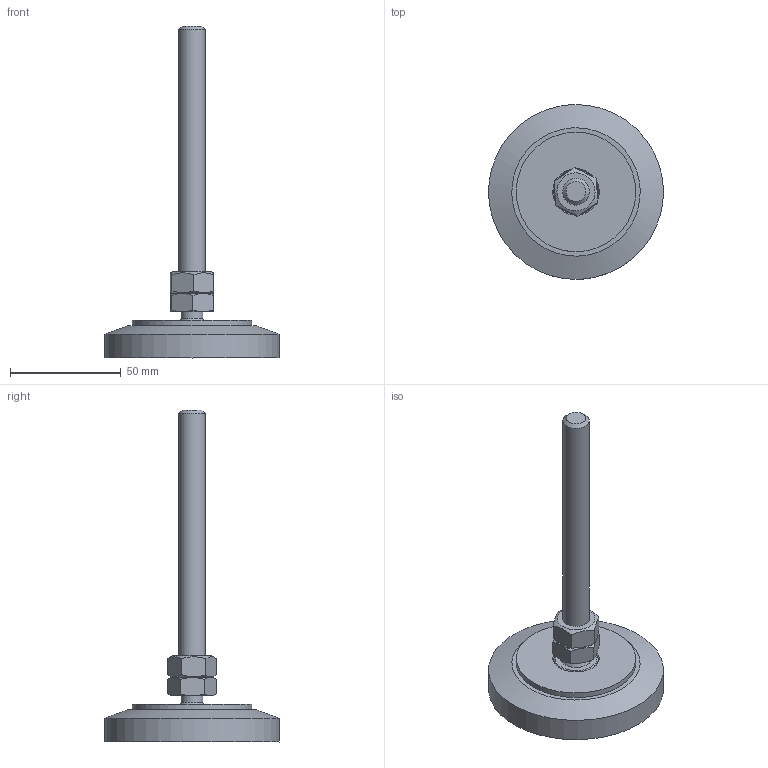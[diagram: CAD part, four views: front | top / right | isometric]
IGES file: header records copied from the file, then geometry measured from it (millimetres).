
Global section: file name: SF0470V; native system: Autodesk Inventor 2015; preprocessor: unknown; author: H. Deerberg; date: 20160104.113324; units: millimetre
Bounding box: 78.94 x 79 x 150.03 mm (x, y, z)
Volume: 90877.6 mm3; surface area: 23209.7 mm2
Topology: 4 solids, 4 shells, 62 faces, 158 edges, 110 vertices
Faces by surface type: bspline 62
